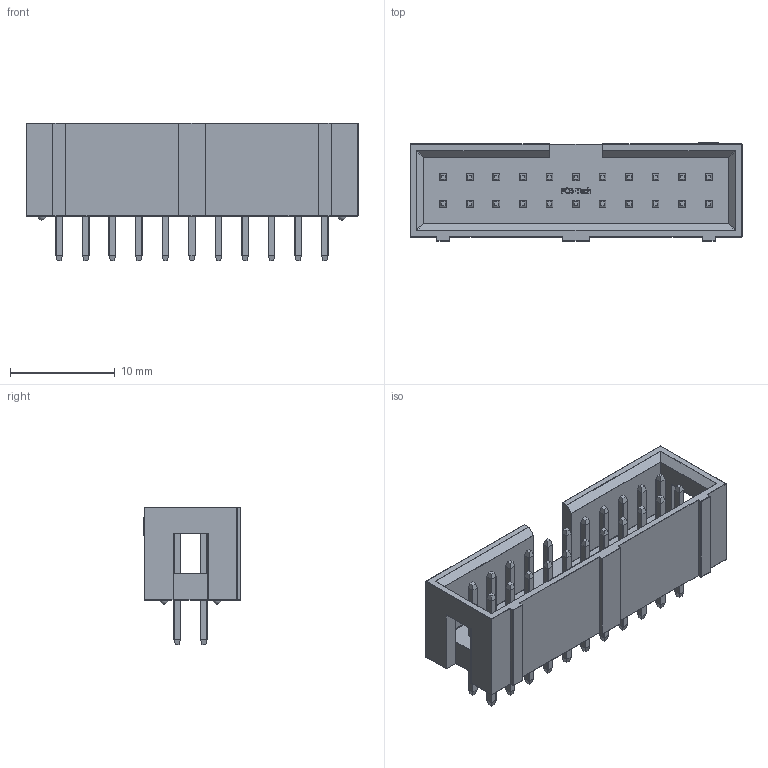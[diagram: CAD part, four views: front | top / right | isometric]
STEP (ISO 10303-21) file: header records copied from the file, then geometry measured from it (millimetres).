
FILE_DESCRIPTION(/* description */ (''),/* implementation_level */ '2;1');
FILE_NAME(/* name */ '22-Pin Shrouded Header (IDC) Straight.stp',/* time_stamp */ '2019-09-23T18:25:35+02:00',/* author */ ('Bernd das Brot'),/* organization */ (''),/* preprocessor_version */ 'ST-DEVELOPER v17.2',/* originating_system */ 'Autodesk Inventor 2019',/* authorisation */ '');
FILE_SCHEMA (('AUTOMOTIVE_DESIGN { 1 0 10303 214 3 1 1 }','PROCESS_PLANNING_SCHEMA'));
Length unit declared in the file: millimetre
Products named in the file (3): 22-Pin Shrouded Header (IDC) Straight; Straight Contact; 22-Pin Shrouded Header Body
Assembly tree (23 placements, depth 2):
  22-Pin Shrouded Header (IDC) Straight
    Straight Contact  x22
    22-Pin Shrouded Header Body
Bounding box: 31.75 x 9.37 x 13.17 mm (x, y, z)
Volume: 1330 mm3; surface area: 2499.2 mm2
Topology: 23 solids, 23 shells, 854 faces, 2196 edges, 1397 vertices
Faces by surface type: plane 502, cylinder 208, bspline 80, sphere 41, torus 23
Entity records: 15021 total; most frequent: CARTESIAN_POINT 3719, ORIENTED_EDGE 2368, DIRECTION 2163, EDGE_CURVE 1184, LINE 761, VECTOR 761, VERTEX_POINT 725, AXIS2_PLACEMENT_3D 701
